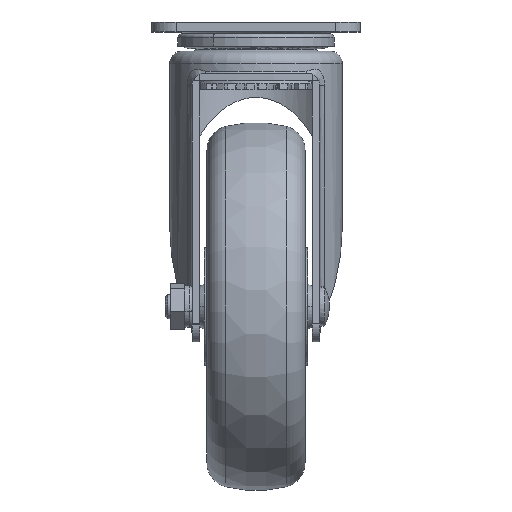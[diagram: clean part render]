
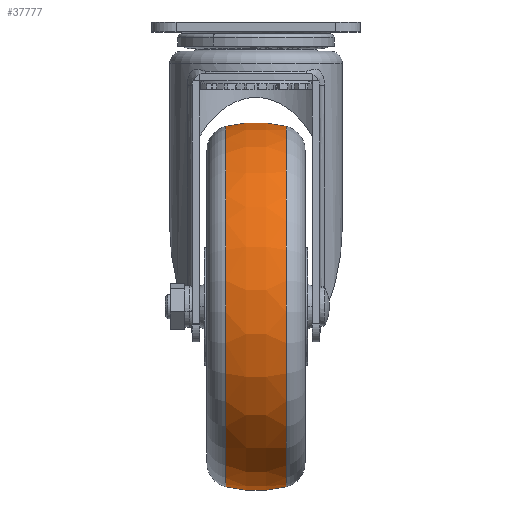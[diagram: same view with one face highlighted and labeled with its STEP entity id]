
A CAD part, top view. The second image highlights one B-rep face of the part: STEP entity #37777.
In plain terms, the highlighted toroidal (fillet/blend) face has major radius 23 mm and minor radius 52 mm.
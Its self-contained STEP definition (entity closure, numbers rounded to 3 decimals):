
#673 = CARTESIAN_POINT ( 'NONE',  ( 12.381, -172.15, 36.75 ) ) ;
#722 = EDGE_CURVE ( 'NONE', #6128, #10247, #3338, .T. ) ;
#1880 = DIRECTION ( 'NONE',  ( 0., -0.999, -0.032 ) ) ;
#2438 = AXIS2_PLACEMENT_3D ( 'NONE', #53799, #28058, #1880 ) ;
#2578 = VERTEX_POINT ( 'NONE', #5357 ) ;
#3338 = CIRCLE ( 'NONE', #17772, 73.505 ) ;
#4365 = DIRECTION ( 'NONE',  ( 0., 0.999, 0.032 ) ) ;
#4511 = AXIS2_PLACEMENT_3D ( 'NONE', #56227, #30528, #4365 ) ;
#5357 = CARTESIAN_POINT ( 'NONE',  ( 12.381, -25.219, 41.52 ) ) ;
#6128 = VERTEX_POINT ( 'NONE', #42636 ) ;
#6455 = CARTESIAN_POINT ( 'NONE',  ( 0., -75.697, 39.881 ) ) ;
#6492 = FACE_OUTER_BOUND ( 'NONE', #52794, .T. ) ;
#7294 = CIRCLE ( 'NONE', #4511, 52. ) ;
#10247 = VERTEX_POINT ( 'NONE', #32364 ) ;
#10891 = DIRECTION ( 'NONE',  ( 0., -0.999, -0.032 ) ) ;
#11794 = ORIENTED_EDGE ( 'NONE', *, *, #722, .T. ) ;
#17082 = DIRECTION ( 'NONE',  ( 0., 0.999, 0.032 ) ) ;
#17130 = DIRECTION ( 'NONE',  ( 1., 0., 0. ) ) ;
#17199 = CARTESIAN_POINT ( 'NONE',  ( -12.381, -98.684, 39.135 ) ) ;
#17772 = AXIS2_PLACEMENT_3D ( 'NONE', #17199, #17130, #17082 ) ;
#18168 = TOROIDAL_SURFACE ( 'NONE', #55433, 23., 52. ) ;
#19263 = AXIS2_PLACEMENT_3D ( 'NONE', #6455, #36924, #10891 ) ;
#27442 = EDGE_CURVE ( 'NONE', #2578, #6128, #47625, .T. ) ;
#27524 = DIRECTION ( 'NONE',  ( 0., -0.999, -0.032 ) ) ;
#28058 = DIRECTION ( 'NONE',  ( -1., 0., 0. ) ) ;
#30528 = DIRECTION ( 'NONE',  ( 0., 0.032, -0.999 ) ) ;
#31834 = ORIENTED_EDGE ( 'NONE', *, *, #27442, .T. ) ;
#32364 = CARTESIAN_POINT ( 'NONE',  ( -12.381, -172.15, 36.75 ) ) ;
#32515 = ORIENTED_EDGE ( 'NONE', *, *, #47884, .F. ) ;
#36924 = DIRECTION ( 'NONE',  ( 0., -0.032, 0.999 ) ) ;
#36933 = EDGE_CURVE ( 'NONE', #50666, #2578, #51165, .T. ) ;
#37777 = ADVANCED_FACE ( 'NONE', ( #6492 ), #18168, .T. ) ;
#42636 = CARTESIAN_POINT ( 'NONE',  ( -12.381, -25.219, 41.52 ) ) ;
#43151 = ORIENTED_EDGE ( 'NONE', *, *, #36933, .T. ) ;
#44508 = CARTESIAN_POINT ( 'NONE',  ( 0., -98.684, 39.135 ) ) ;
#47625 = CIRCLE ( 'NONE', #19263, 52. ) ;
#47884 = EDGE_CURVE ( 'NONE', #50666, #10247, #7294, .T. ) ;
#50666 = VERTEX_POINT ( 'NONE', #673 ) ;
#51165 = CIRCLE ( 'NONE', #2438, 73.505 ) ;
#52794 = EDGE_LOOP ( 'NONE', ( #43151, #31834, #11794, #32515 ) ) ;
#53278 = DIRECTION ( 'NONE',  ( -1., 0., 0. ) ) ;
#53799 = CARTESIAN_POINT ( 'NONE',  ( 12.381, -98.684, 39.135 ) ) ;
#55433 = AXIS2_PLACEMENT_3D ( 'NONE', #44508, #53278, #27524 ) ;
#56227 = CARTESIAN_POINT ( 'NONE',  ( 0., -121.672, 38.389 ) ) ;
